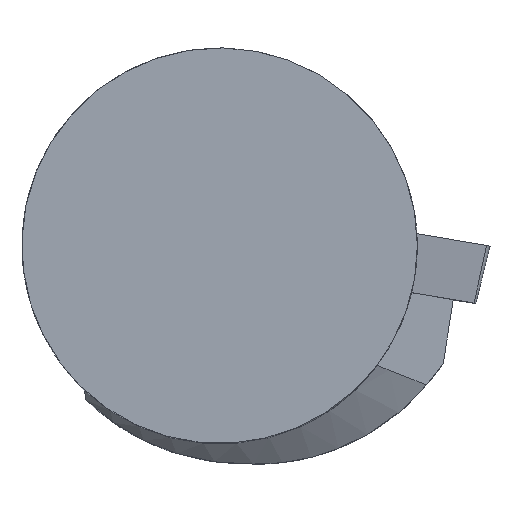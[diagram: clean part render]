
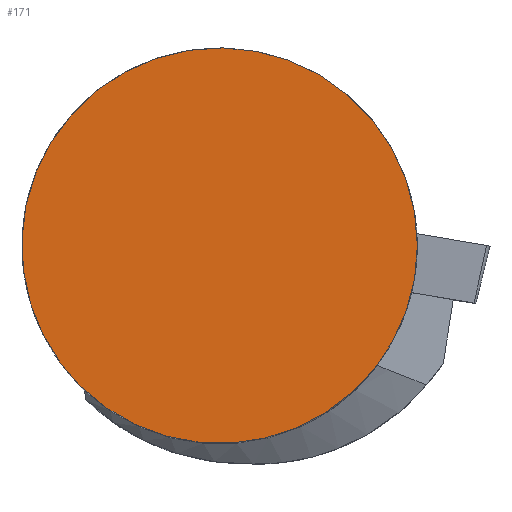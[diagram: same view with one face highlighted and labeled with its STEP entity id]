
A CAD part, top view. The second image highlights one B-rep face of the part: STEP entity #171.
In plain terms, the highlighted planar face has unit normal (0, 0, 1).
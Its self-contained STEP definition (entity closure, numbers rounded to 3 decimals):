
#171=ADVANCED_FACE('',(#231),#206,.F.);
#206=PLANE('',#846);
#231=FACE_OUTER_BOUND('',#260,.T.);
#260=EDGE_LOOP('',(#402));
#315=CIRCLE('',#845,16.);
#402=ORIENTED_EDGE('',*,*,#631,.T.);
#554=VERTEX_POINT('',#1323);
#631=EDGE_CURVE('',#554,#554,#315,.T.);
#845=AXIS2_PLACEMENT_3D('',#1322,#974,#975);
#846=AXIS2_PLACEMENT_3D('',#1324,#976,#977);
#974=DIRECTION('',(0.,0.,1.));
#975=DIRECTION('',(1.,0.,0.));
#976=DIRECTION('',(0.,0.,-1.));
#977=DIRECTION('',(-1.,0.,0.));
#1322=CARTESIAN_POINT('',(0.,0.,0.325));
#1323=CARTESIAN_POINT('',(16.,0.,0.325));
#1324=CARTESIAN_POINT('',(0.,0.,0.325));
